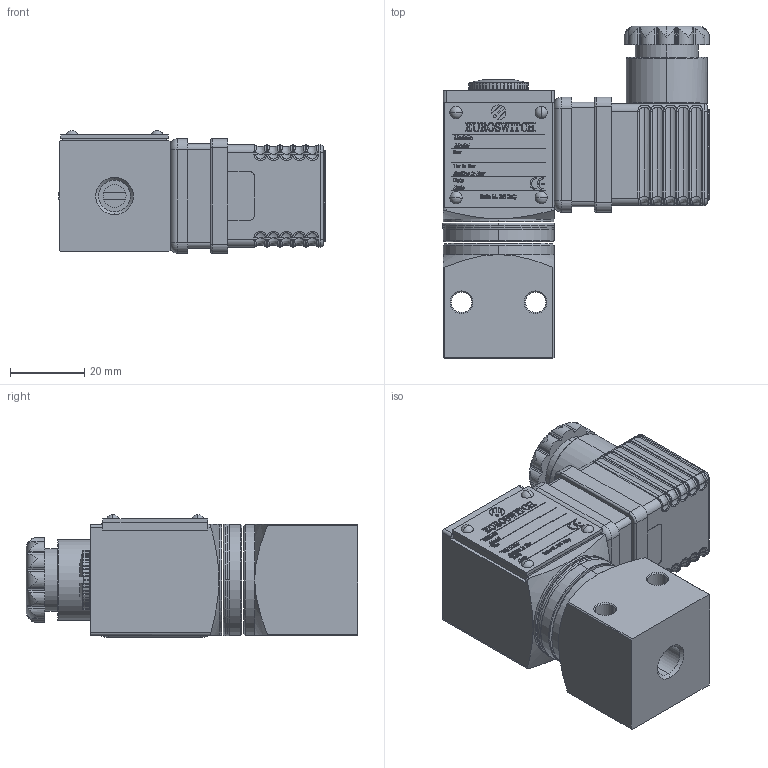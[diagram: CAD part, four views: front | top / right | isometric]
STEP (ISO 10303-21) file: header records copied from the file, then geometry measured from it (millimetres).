
FILE_DESCRIPTION (( 'STEP AP214' ), '1' );
FILE_NAME ('24F.STEP', '2020-02-07T15:49:01', ( '' ), ( '' ), 'SwSTEP 2.0', 'SolidWorks 2019', '' );
FILE_SCHEMA (( 'AUTOMOTIVE_DESIGN' ));
Length unit declared in the file: millimetre
Products named in the file (1): 24F
Bounding box: 72.06 x 89.66 x 33.15 mm (x, y, z)
Surface area: 22895.4 mm2 (no closed solid volume)
Topology: 0 solids, 26 shells, 959 faces, 4029 edges, 3016 vertices
Faces by surface type: plane 382, cylinder 247, bspline 227, torus 48, cone 37, sphere 18
Entity records: 70060 total; most frequent: CARTESIAN_POINT 30152, ORIENTED_EDGE 5907, DIRECTION 4848, EDGE_CURVE 4025, VERTEX_POINT 3016, LINE 2094, VECTOR 2094, AXIS2_PLACEMENT_3D 1377
